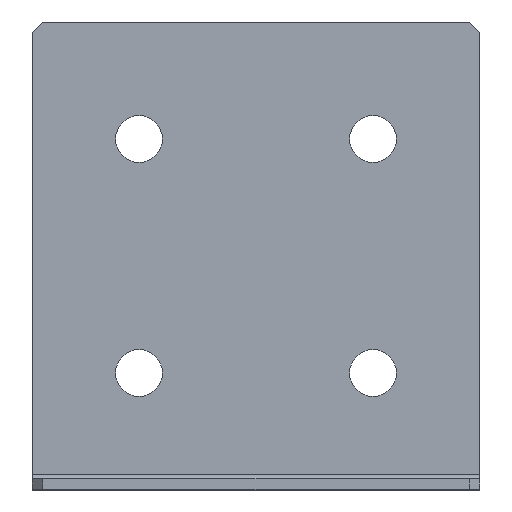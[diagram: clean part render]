
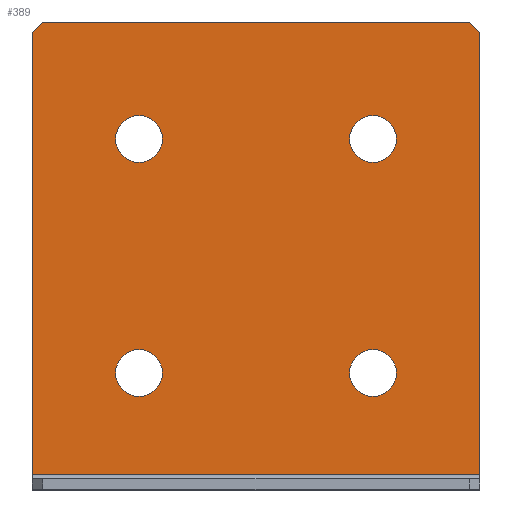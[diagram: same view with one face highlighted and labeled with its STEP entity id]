
A CAD part, top view. The second image highlights one B-rep face of the part: STEP entity #389.
In plain terms, the highlighted planar face has unit normal (0, 0, 1).
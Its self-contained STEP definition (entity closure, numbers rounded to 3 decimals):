
#16 = CARTESIAN_POINT ( 'NONE',  ( 43., 3., 2. ) ) ;
#29 = CARTESIAN_POINT ( 'NONE',  ( -43., 88., 2. ) ) ;
#39 = DIRECTION ( 'NONE',  ( 1., 0., 0. ) ) ;
#41 = VERTEX_POINT ( 'NONE', #463 ) ;
#63 = DIRECTION ( 'NONE',  ( -0.707, 0.707, 0. ) ) ;
#88 = DIRECTION ( 'NONE',  ( 0., -1., 0. ) ) ;
#96 = DIRECTION ( 'NONE',  ( 0., 0., 1. ) ) ;
#99 = VERTEX_POINT ( 'NONE', #834 ) ;
#100 = DIRECTION ( 'NONE',  ( 1., 0., 0. ) ) ;
#108 = CARTESIAN_POINT ( 'NONE',  ( -18., 67.5, 2. ) ) ;
#110 = DIRECTION ( 'NONE',  ( -1., 0., 0. ) ) ;
#111 = AXIS2_PLACEMENT_3D ( 'NONE', #781, #96, #100 ) ;
#114 = DIRECTION ( 'NONE',  ( 0., 0., 1. ) ) ;
#118 = DIRECTION ( 'NONE',  ( 0., 0., -1. ) ) ;
#147 = VECTOR ( 'NONE', #63, 1000. ) ;
#158 = EDGE_LOOP ( 'NONE', ( #430, #850 ) ) ;
#162 = AXIS2_PLACEMENT_3D ( 'NONE', #464, #446, #538 ) ;
#165 = VECTOR ( 'NONE', #88, 1000. ) ;
#173 = CARTESIAN_POINT ( 'NONE',  ( -43., 90., 2. ) ) ;
#190 = DIRECTION ( 'NONE',  ( 0., 0., 1. ) ) ;
#205 = DIRECTION ( 'NONE',  ( 0., 0., 1. ) ) ;
#212 = ORIENTED_EDGE ( 'NONE', *, *, #926, .F. ) ;
#215 = CIRCLE ( 'NONE', #859, 4.5 ) ;
#216 = CIRCLE ( 'NONE', #877, 4.5 ) ;
#219 = VERTEX_POINT ( 'NONE', #501 ) ;
#226 = EDGE_CURVE ( 'NONE', #473, #968, #407, .T. ) ;
#241 = EDGE_CURVE ( 'NONE', #680, #295, #611, .T. ) ;
#246 = CARTESIAN_POINT ( 'NONE',  ( -22.5, 22.5, 2. ) ) ;
#252 = AXIS2_PLACEMENT_3D ( 'NONE', #1117, #1030, #966 ) ;
#257 = ORIENTED_EDGE ( 'NONE', *, *, #675, .T. ) ;
#273 = AXIS2_PLACEMENT_3D ( 'NONE', #723, #118, #110 ) ;
#278 = CARTESIAN_POINT ( 'NONE',  ( -22.5, 67.5, 2. ) ) ;
#290 = AXIS2_PLACEMENT_3D ( 'NONE', #278, #980, #373 ) ;
#295 = VERTEX_POINT ( 'NONE', #1027 ) ;
#303 = ORIENTED_EDGE ( 'NONE', *, *, #693, .F. ) ;
#304 = VERTEX_POINT ( 'NONE', #515 ) ;
#305 = CARTESIAN_POINT ( 'NONE',  ( 18., 22.5, 2. ) ) ;
#309 = VERTEX_POINT ( 'NONE', #961 ) ;
#324 = ORIENTED_EDGE ( 'NONE', *, *, #777, .F. ) ;
#328 = LINE ( 'NONE', #582, #147 ) ;
#358 = CARTESIAN_POINT ( 'NONE',  ( 18., 67.5, 2. ) ) ;
#367 = VECTOR ( 'NONE', #453, 1000. ) ;
#373 = DIRECTION ( 'NONE',  ( 1., 0., 0. ) ) ;
#375 = CARTESIAN_POINT ( 'NONE',  ( -22.5, 67.5, 2. ) ) ;
#379 = ORIENTED_EDGE ( 'NONE', *, *, #1003, .T. ) ;
#389 = ADVANCED_FACE ( 'NONE', ( #451, #621, #445, #795, #894 ), #890, .F. ) ;
#398 = EDGE_CURVE ( 'NONE', #775, #918, #917, .T. ) ;
#407 = CIRCLE ( 'NONE', #252, 4.5 ) ;
#422 = CIRCLE ( 'NONE', #111, 4.5 ) ;
#423 = VERTEX_POINT ( 'NONE', #358 ) ;
#425 = VERTEX_POINT ( 'NONE', #29 ) ;
#427 = CARTESIAN_POINT ( 'NONE',  ( 43., 0., 2. ) ) ;
#430 = ORIENTED_EDGE ( 'NONE', *, *, #226, .F. ) ;
#445 = FACE_BOUND ( 'NONE', #486, .T. ) ;
#446 = DIRECTION ( 'NONE',  ( 0., 0., 1. ) ) ;
#451 = FACE_BOUND ( 'NONE', #792, .T. ) ;
#453 = DIRECTION ( 'NONE',  ( -1., 0., 0. ) ) ;
#463 = CARTESIAN_POINT ( 'NONE',  ( -41., 90., 2. ) ) ;
#464 = CARTESIAN_POINT ( 'NONE',  ( 22.5, 22.5, 2. ) ) ;
#473 = VERTEX_POINT ( 'NONE', #923 ) ;
#486 = EDGE_LOOP ( 'NONE', ( #212, #324 ) ) ;
#501 = CARTESIAN_POINT ( 'NONE',  ( -18., 22.5, 2. ) ) ;
#515 = CARTESIAN_POINT ( 'NONE',  ( 41., 90., 2. ) ) ;
#519 = CARTESIAN_POINT ( 'NONE',  ( 43., 3., 2. ) ) ;
#538 = DIRECTION ( 'NONE',  ( 1., 0., 0. ) ) ;
#552 = EDGE_LOOP ( 'NONE', ( #303, #654 ) ) ;
#554 = CARTESIAN_POINT ( 'NONE',  ( -27., 67.5, 2. ) ) ;
#562 = VECTOR ( 'NONE', #772, 1000. ) ;
#572 = LINE ( 'NONE', #932, #750 ) ;
#582 = CARTESIAN_POINT ( 'NONE',  ( 43., 88., 2. ) ) ;
#599 = CIRCLE ( 'NONE', #290, 4.5 ) ;
#611 = LINE ( 'NONE', #427, #562 ) ;
#621 = FACE_OUTER_BOUND ( 'NONE', #732, .T. ) ;
#623 = ORIENTED_EDGE ( 'NONE', *, *, #814, .T. ) ;
#653 = CIRCLE ( 'NONE', #162, 4.5 ) ;
#654 = ORIENTED_EDGE ( 'NONE', *, *, #1116, .F. ) ;
#671 = AXIS2_PLACEMENT_3D ( 'NONE', #375, #205, #875 ) ;
#675 = EDGE_CURVE ( 'NONE', #304, #41, #1036, .T. ) ;
#677 = DIRECTION ( 'NONE',  ( -1., 0., 0. ) ) ;
#680 = VERTEX_POINT ( 'NONE', #519 ) ;
#682 = VERTEX_POINT ( 'NONE', #870 ) ;
#691 = DIRECTION ( 'NONE',  ( -0.707, -0.707, 0. ) ) ;
#693 = EDGE_CURVE ( 'NONE', #219, #682, #215, .T. ) ;
#709 = VECTOR ( 'NONE', #677, 1000. ) ;
#714 = CIRCLE ( 'NONE', #824, 4.5 ) ;
#716 = EDGE_CURVE ( 'NONE', #918, #775, #599, .T. ) ;
#718 = EDGE_CURVE ( 'NONE', #968, #473, #653, .T. ) ;
#720 = CARTESIAN_POINT ( 'NONE',  ( -22.5, 22.5, 2. ) ) ;
#723 = CARTESIAN_POINT ( 'NONE',  ( 0., 0., 2. ) ) ;
#732 = EDGE_LOOP ( 'NONE', ( #1104, #958, #257, #623, #379, #817 ) ) ;
#750 = VECTOR ( 'NONE', #691, 1000. ) ;
#756 = ORIENTED_EDGE ( 'NONE', *, *, #398, .F. ) ;
#772 = DIRECTION ( 'NONE',  ( 0., 1., 0. ) ) ;
#775 = VERTEX_POINT ( 'NONE', #554 ) ;
#777 = EDGE_CURVE ( 'NONE', #423, #99, #216, .T. ) ;
#781 = CARTESIAN_POINT ( 'NONE',  ( 22.5, 67.5, 2. ) ) ;
#790 = EDGE_CURVE ( 'NONE', #295, #304, #328, .T. ) ;
#792 = EDGE_LOOP ( 'NONE', ( #981, #756 ) ) ;
#795 = FACE_BOUND ( 'NONE', #158, .T. ) ;
#809 = DIRECTION ( 'NONE',  ( 1., 0., 0. ) ) ;
#814 = EDGE_CURVE ( 'NONE', #41, #425, #572, .T. ) ;
#817 = ORIENTED_EDGE ( 'NONE', *, *, #849, .F. ) ;
#824 = AXIS2_PLACEMENT_3D ( 'NONE', #720, #1064, #39 ) ;
#834 = CARTESIAN_POINT ( 'NONE',  ( 27., 67.5, 2. ) ) ;
#849 = EDGE_CURVE ( 'NONE', #680, #309, #1056, .T. ) ;
#850 = ORIENTED_EDGE ( 'NONE', *, *, #718, .F. ) ;
#859 = AXIS2_PLACEMENT_3D ( 'NONE', #246, #190, #906 ) ;
#870 = CARTESIAN_POINT ( 'NONE',  ( -27., 22.5, 2. ) ) ;
#875 = DIRECTION ( 'NONE',  ( 1., 0., 0. ) ) ;
#877 = AXIS2_PLACEMENT_3D ( 'NONE', #993, #114, #809 ) ;
#890 = PLANE ( 'NONE',  #273 ) ;
#894 = FACE_BOUND ( 'NONE', #552, .T. ) ;
#906 = DIRECTION ( 'NONE',  ( 1., 0., 0. ) ) ;
#917 = CIRCLE ( 'NONE', #671, 4.5 ) ;
#918 = VERTEX_POINT ( 'NONE', #108 ) ;
#923 = CARTESIAN_POINT ( 'NONE',  ( 27., 22.5, 2. ) ) ;
#926 = EDGE_CURVE ( 'NONE', #99, #423, #422, .T. ) ;
#932 = CARTESIAN_POINT ( 'NONE',  ( -41., 90., 2. ) ) ;
#958 = ORIENTED_EDGE ( 'NONE', *, *, #790, .T. ) ;
#961 = CARTESIAN_POINT ( 'NONE',  ( -43., 3., 2. ) ) ;
#962 = CARTESIAN_POINT ( 'NONE',  ( -43., 0., 2. ) ) ;
#966 = DIRECTION ( 'NONE',  ( 1., 0., 0. ) ) ;
#967 = LINE ( 'NONE', #962, #165 ) ;
#968 = VERTEX_POINT ( 'NONE', #305 ) ;
#980 = DIRECTION ( 'NONE',  ( 0., 0., 1. ) ) ;
#981 = ORIENTED_EDGE ( 'NONE', *, *, #716, .F. ) ;
#993 = CARTESIAN_POINT ( 'NONE',  ( 22.5, 67.5, 2. ) ) ;
#1003 = EDGE_CURVE ( 'NONE', #425, #309, #967, .T. ) ;
#1027 = CARTESIAN_POINT ( 'NONE',  ( 43., 88., 2. ) ) ;
#1030 = DIRECTION ( 'NONE',  ( 0., 0., 1. ) ) ;
#1036 = LINE ( 'NONE', #173, #709 ) ;
#1056 = LINE ( 'NONE', #16, #367 ) ;
#1064 = DIRECTION ( 'NONE',  ( 0., 0., 1. ) ) ;
#1104 = ORIENTED_EDGE ( 'NONE', *, *, #241, .T. ) ;
#1116 = EDGE_CURVE ( 'NONE', #682, #219, #714, .T. ) ;
#1117 = CARTESIAN_POINT ( 'NONE',  ( 22.5, 22.5, 2. ) ) ;
